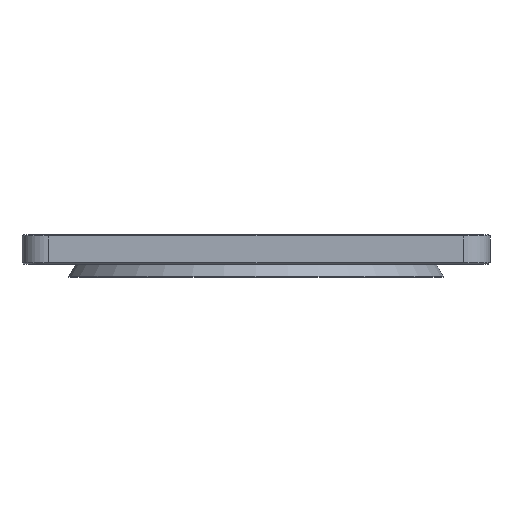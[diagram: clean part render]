
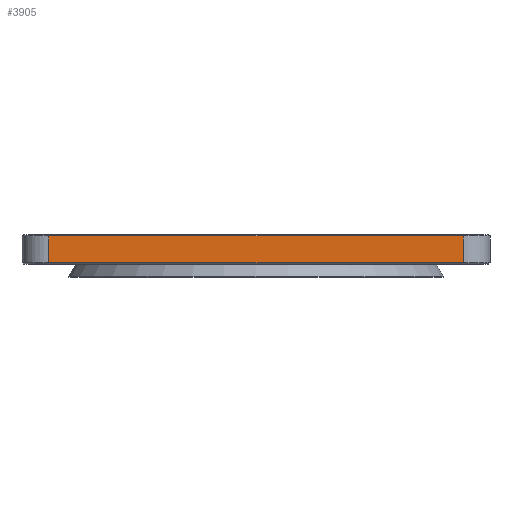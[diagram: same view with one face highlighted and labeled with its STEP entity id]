
A CAD part, left-side view. The second image highlights one B-rep face of the part: STEP entity #3905.
In plain terms, the highlighted planar face has unit normal (-1, 0, 0).
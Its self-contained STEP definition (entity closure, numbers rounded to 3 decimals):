
#367=ORIENTED_EDGE('',*,*,#1053,.T.);
#368=ORIENTED_EDGE('',*,*,#1054,.T.);
#369=ORIENTED_EDGE('',*,*,#1055,.T.);
#370=ORIENTED_EDGE('',*,*,#1056,.T.);
#1053=EDGE_CURVE('',#1388,#1389,#1635,.T.);
#1054=EDGE_CURVE('',#1389,#1390,#1636,.T.);
#1055=EDGE_CURVE('',#1390,#1391,#1637,.F.);
#1056=EDGE_CURVE('',#1391,#1388,#1638,.T.);
#1388=VERTEX_POINT('',#5400);
#1389=VERTEX_POINT('',#5401);
#1390=VERTEX_POINT('',#5403);
#1391=VERTEX_POINT('',#5405);
#1635=LINE('',#5399,#1811);
#1636=LINE('',#5402,#1812);
#1637=LINE('',#5404,#1813);
#1638=LINE('',#5406,#1814);
#1811=VECTOR('',#4521,1000.);
#1812=VECTOR('',#4522,1000.);
#1813=VECTOR('',#4523,1000.);
#1814=VECTOR('',#4524,1000.);
#1971=EDGE_LOOP('',(#367,#368,#369,#370));
#2287=FACE_BOUND('',#1971,.T.);
#2595=PLANE('',#4102);
#3905=ADVANCED_FACE('',(#2287),#2595,.F.);
#4102=AXIS2_PLACEMENT_3D('',#5398,#4519,#4520);
#4519=DIRECTION('',(1.,0.,0.));
#4520=DIRECTION('',(0.,0.,-1.));
#4521=DIRECTION('',(0.,0.,-1.));
#4522=DIRECTION('',(0.,-1.,0.));
#4523=DIRECTION('',(0.,0.,-1.));
#4524=DIRECTION('',(0.,1.,0.));
#5398=CARTESIAN_POINT('',(-150.,87.5,11.));
#5399=CARTESIAN_POINT('',(-150.,77.5,11.));
#5400=CARTESIAN_POINT('',(-150.,77.5,10.5));
#5401=CARTESIAN_POINT('',(-150.,77.5,0.5));
#5402=CARTESIAN_POINT('',(-150.,87.5,0.5));
#5403=CARTESIAN_POINT('',(-150.,-77.5,0.5));
#5404=CARTESIAN_POINT('',(-150.,-77.5,11.));
#5405=CARTESIAN_POINT('',(-150.,-77.5,10.5));
#5406=CARTESIAN_POINT('',(-150.,77.5,10.5));
